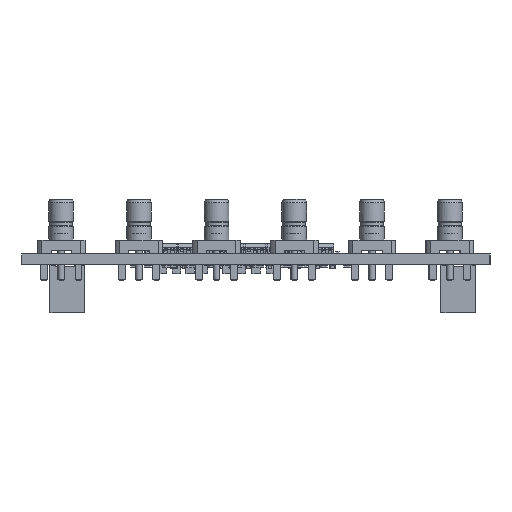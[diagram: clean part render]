
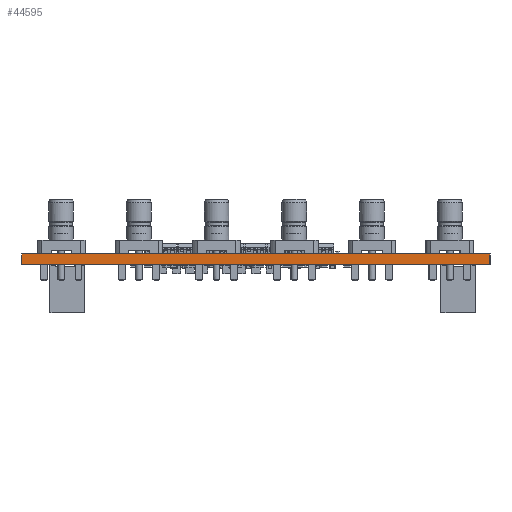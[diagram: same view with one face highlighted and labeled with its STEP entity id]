
A CAD part, left-side view. The second image highlights one B-rep face of the part: STEP entity #44595.
In plain terms, the highlighted planar face has unit normal (-1, 0, 0).
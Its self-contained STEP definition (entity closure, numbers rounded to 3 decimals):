
#44595 = ADVANCED_FACE('',(#44596),#44610,.T.);
#44596 = FACE_BOUND('',#44597,.T.);
#44597 = EDGE_LOOP('',(#44598,#44633,#44661,#44689));
#44598 = ORIENTED_EDGE('',*,*,#44599,.T.);
#44599 = EDGE_CURVE('',#44600,#44602,#44604,.T.);
#44600 = VERTEX_POINT('',#44601);
#44601 = CARTESIAN_POINT('',(138.875,-137.55,0.));
#44602 = VERTEX_POINT('',#44603);
#44603 = CARTESIAN_POINT('',(138.875,-137.55,1.59));
#44604 = SURFACE_CURVE('',#44605,(#44609,#44621),.PCURVE_S1.);
#44605 = LINE('',#44606,#44607);
#44606 = CARTESIAN_POINT('',(138.875,-137.55,0.));
#44607 = VECTOR('',#44608,1.);
#44608 = DIRECTION('',(0.,0.,1.));
#44609 = PCURVE('',#44610,#44615);
#44610 = PLANE('',#44611);
#44611 = AXIS2_PLACEMENT_3D('',#44612,#44613,#44614);
#44612 = CARTESIAN_POINT('',(138.875,-137.55,0.));
#44613 = DIRECTION('',(-1.,0.,0.));
#44614 = DIRECTION('',(0.,1.,0.));
#44615 = DEFINITIONAL_REPRESENTATION('',(#44616),#44620);
#44616 = LINE('',#44617,#44618);
#44617 = CARTESIAN_POINT('',(0.,0.));
#44618 = VECTOR('',#44619,1.);
#44619 = DIRECTION('',(0.,-1.));
#44620 = ( GEOMETRIC_REPRESENTATION_CONTEXT(2) 
PARAMETRIC_REPRESENTATION_CONTEXT() REPRESENTATION_CONTEXT('2D SPACE',''
  ) );
#44621 = PCURVE('',#44622,#44627);
#44622 = PLANE('',#44623);
#44623 = AXIS2_PLACEMENT_3D('',#44624,#44625,#44626);
#44624 = CARTESIAN_POINT('',(229.65,-137.55,0.));
#44625 = DIRECTION('',(0.,-1.,0.));
#44626 = DIRECTION('',(-1.,0.,0.));
#44627 = DEFINITIONAL_REPRESENTATION('',(#44628),#44632);
#44628 = LINE('',#44629,#44630);
#44629 = CARTESIAN_POINT('',(90.775,0.));
#44630 = VECTOR('',#44631,1.);
#44631 = DIRECTION('',(0.,-1.));
#44632 = ( GEOMETRIC_REPRESENTATION_CONTEXT(2) 
PARAMETRIC_REPRESENTATION_CONTEXT() REPRESENTATION_CONTEXT('2D SPACE',''
  ) );
#44633 = ORIENTED_EDGE('',*,*,#44634,.T.);
#44634 = EDGE_CURVE('',#44602,#44635,#44637,.T.);
#44635 = VERTEX_POINT('',#44636);
#44636 = CARTESIAN_POINT('',(138.875,-68.7,1.59));
#44637 = SURFACE_CURVE('',#44638,(#44642,#44649),.PCURVE_S1.);
#44638 = LINE('',#44639,#44640);
#44639 = CARTESIAN_POINT('',(138.875,-137.55,1.59));
#44640 = VECTOR('',#44641,1.);
#44641 = DIRECTION('',(0.,1.,0.));
#44642 = PCURVE('',#44610,#44643);
#44643 = DEFINITIONAL_REPRESENTATION('',(#44644),#44648);
#44644 = LINE('',#44645,#44646);
#44645 = CARTESIAN_POINT('',(0.,-1.59));
#44646 = VECTOR('',#44647,1.);
#44647 = DIRECTION('',(1.,0.));
#44648 = ( GEOMETRIC_REPRESENTATION_CONTEXT(2) 
PARAMETRIC_REPRESENTATION_CONTEXT() REPRESENTATION_CONTEXT('2D SPACE',''
  ) );
#44649 = PCURVE('',#44650,#44655);
#44650 = PLANE('',#44651);
#44651 = AXIS2_PLACEMENT_3D('',#44652,#44653,#44654);
#44652 = CARTESIAN_POINT('',(184.263,-103.125,1.59));
#44653 = DIRECTION('',(-0.,-0.,-1.));
#44654 = DIRECTION('',(-1.,0.,0.));
#44655 = DEFINITIONAL_REPRESENTATION('',(#44656),#44660);
#44656 = LINE('',#44657,#44658);
#44657 = CARTESIAN_POINT('',(45.388,-34.425));
#44658 = VECTOR('',#44659,1.);
#44659 = DIRECTION('',(0.,1.));
#44660 = ( GEOMETRIC_REPRESENTATION_CONTEXT(2) 
PARAMETRIC_REPRESENTATION_CONTEXT() REPRESENTATION_CONTEXT('2D SPACE',''
  ) );
#44661 = ORIENTED_EDGE('',*,*,#44662,.F.);
#44662 = EDGE_CURVE('',#44663,#44635,#44665,.T.);
#44663 = VERTEX_POINT('',#44664);
#44664 = CARTESIAN_POINT('',(138.875,-68.7,0.));
#44665 = SURFACE_CURVE('',#44666,(#44670,#44677),.PCURVE_S1.);
#44666 = LINE('',#44667,#44668);
#44667 = CARTESIAN_POINT('',(138.875,-68.7,0.));
#44668 = VECTOR('',#44669,1.);
#44669 = DIRECTION('',(0.,0.,1.));
#44670 = PCURVE('',#44610,#44671);
#44671 = DEFINITIONAL_REPRESENTATION('',(#44672),#44676);
#44672 = LINE('',#44673,#44674);
#44673 = CARTESIAN_POINT('',(68.85,0.));
#44674 = VECTOR('',#44675,1.);
#44675 = DIRECTION('',(0.,-1.));
#44676 = ( GEOMETRIC_REPRESENTATION_CONTEXT(2) 
PARAMETRIC_REPRESENTATION_CONTEXT() REPRESENTATION_CONTEXT('2D SPACE',''
  ) );
#44677 = PCURVE('',#44678,#44683);
#44678 = PLANE('',#44679);
#44679 = AXIS2_PLACEMENT_3D('',#44680,#44681,#44682);
#44680 = CARTESIAN_POINT('',(138.875,-68.7,0.));
#44681 = DIRECTION('',(0.,1.,0.));
#44682 = DIRECTION('',(1.,0.,0.));
#44683 = DEFINITIONAL_REPRESENTATION('',(#44684),#44688);
#44684 = LINE('',#44685,#44686);
#44685 = CARTESIAN_POINT('',(0.,0.));
#44686 = VECTOR('',#44687,1.);
#44687 = DIRECTION('',(0.,-1.));
#44688 = ( GEOMETRIC_REPRESENTATION_CONTEXT(2) 
PARAMETRIC_REPRESENTATION_CONTEXT() REPRESENTATION_CONTEXT('2D SPACE',''
  ) );
#44689 = ORIENTED_EDGE('',*,*,#44690,.F.);
#44690 = EDGE_CURVE('',#44600,#44663,#44691,.T.);
#44691 = SURFACE_CURVE('',#44692,(#44696,#44703),.PCURVE_S1.);
#44692 = LINE('',#44693,#44694);
#44693 = CARTESIAN_POINT('',(138.875,-137.55,0.));
#44694 = VECTOR('',#44695,1.);
#44695 = DIRECTION('',(0.,1.,0.));
#44696 = PCURVE('',#44610,#44697);
#44697 = DEFINITIONAL_REPRESENTATION('',(#44698),#44702);
#44698 = LINE('',#44699,#44700);
#44699 = CARTESIAN_POINT('',(0.,0.));
#44700 = VECTOR('',#44701,1.);
#44701 = DIRECTION('',(1.,0.));
#44702 = ( GEOMETRIC_REPRESENTATION_CONTEXT(2) 
PARAMETRIC_REPRESENTATION_CONTEXT() REPRESENTATION_CONTEXT('2D SPACE',''
  ) );
#44703 = PCURVE('',#44704,#44709);
#44704 = PLANE('',#44705);
#44705 = AXIS2_PLACEMENT_3D('',#44706,#44707,#44708);
#44706 = CARTESIAN_POINT('',(184.263,-103.125,0.));
#44707 = DIRECTION('',(-0.,-0.,-1.));
#44708 = DIRECTION('',(-1.,0.,0.));
#44709 = DEFINITIONAL_REPRESENTATION('',(#44710),#44714);
#44710 = LINE('',#44711,#44712);
#44711 = CARTESIAN_POINT('',(45.388,-34.425));
#44712 = VECTOR('',#44713,1.);
#44713 = DIRECTION('',(0.,1.));
#44714 = ( GEOMETRIC_REPRESENTATION_CONTEXT(2) 
PARAMETRIC_REPRESENTATION_CONTEXT() REPRESENTATION_CONTEXT('2D SPACE',''
  ) );
